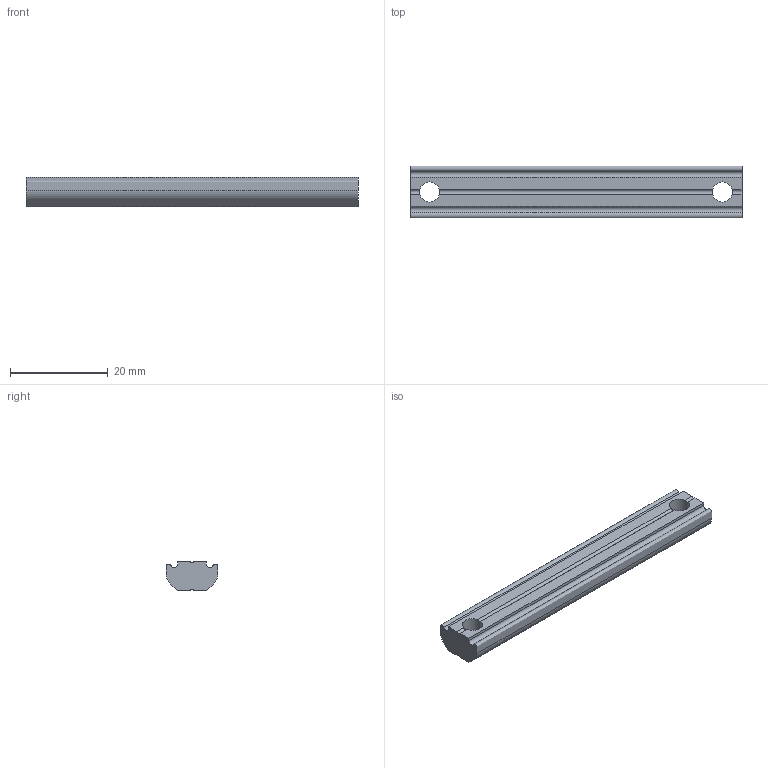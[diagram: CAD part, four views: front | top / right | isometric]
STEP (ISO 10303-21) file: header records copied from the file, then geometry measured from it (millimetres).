
FILE_DESCRIPTION( ( 'Unknown' ), '1' );
FILE_NAME( 'CA.GWP.5.60.stp', 'Unknown', ( 'Unknown' ), ( 'Unknown' ), 'PSStep 13.0', 'Unknown', ' ' );
FILE_SCHEMA( ( 'AUTOMOTIVE_DESIGN { 1 0 10303 214 1 1 1 1 }' ) );
Length unit declared in the file: millimetre
Products named in the file (1): 1
Bounding box: 68 x 10.6 x 6 mm (x, y, z)
Volume: 3456 mm3; surface area: 2362.2 mm2
Topology: 1 solids, 1 shells, 27 faces, 83 edges, 54 vertices
Faces by surface type: cylinder 14, plane 13
Full cylindrical faces by diameter (mm): 4.134 x2
Entity records: 1015 total; most frequent: CARTESIAN_POINT 235, ORIENTED_EDGE 162, DIRECTION 153, EDGE_CURVE 81, VERTEX_POINT 54, AXIS2_PLACEMENT_3D 52, LINE 49, VECTOR 49
